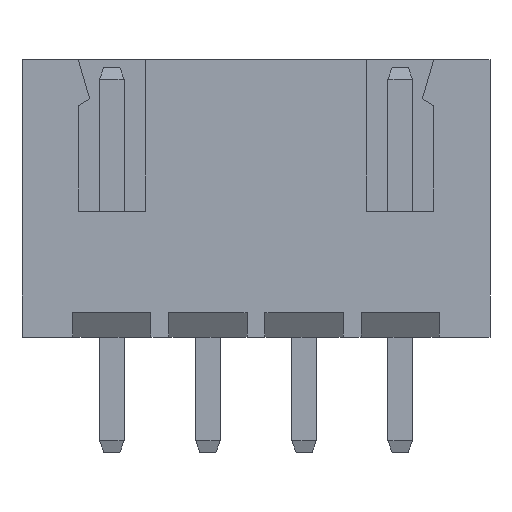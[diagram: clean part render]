
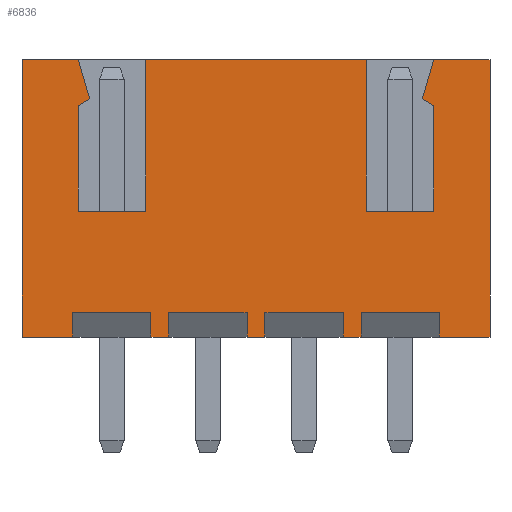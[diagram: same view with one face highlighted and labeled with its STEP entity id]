
A CAD part, front view. The second image highlights one B-rep face of the part: STEP entity #6836.
In plain terms, the highlighted planar face has unit normal (0, -1, 0).
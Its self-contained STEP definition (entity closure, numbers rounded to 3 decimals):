
#399=ORIENTED_EDGE('',*,*,#1813,.F.);
#400=ORIENTED_EDGE('',*,*,#1768,.T.);
#401=ORIENTED_EDGE('',*,*,#1814,.F.);
#402=ORIENTED_EDGE('',*,*,#1815,.F.);
#403=ORIENTED_EDGE('',*,*,#1816,.F.);
#404=ORIENTED_EDGE('',*,*,#1817,.F.);
#405=ORIENTED_EDGE('',*,*,#1818,.F.);
#406=ORIENTED_EDGE('',*,*,#1772,.T.);
#407=ORIENTED_EDGE('',*,*,#1819,.T.);
#408=ORIENTED_EDGE('',*,*,#1820,.F.);
#409=ORIENTED_EDGE('',*,*,#1821,.F.);
#410=ORIENTED_EDGE('',*,*,#1822,.T.);
#411=ORIENTED_EDGE('',*,*,#1823,.T.);
#412=ORIENTED_EDGE('',*,*,#1824,.F.);
#413=ORIENTED_EDGE('',*,*,#1825,.F.);
#414=ORIENTED_EDGE('',*,*,#1826,.T.);
#415=ORIENTED_EDGE('',*,*,#1827,.T.);
#416=ORIENTED_EDGE('',*,*,#1828,.F.);
#417=ORIENTED_EDGE('',*,*,#1829,.F.);
#418=ORIENTED_EDGE('',*,*,#1830,.T.);
#419=ORIENTED_EDGE('',*,*,#1831,.T.);
#420=ORIENTED_EDGE('',*,*,#1784,.F.);
#421=ORIENTED_EDGE('',*,*,#1832,.F.);
#422=ORIENTED_EDGE('',*,*,#1833,.T.);
#423=ORIENTED_EDGE('',*,*,#1834,.T.);
#424=ORIENTED_EDGE('',*,*,#1790,.F.);
#425=ORIENTED_EDGE('',*,*,#1835,.F.);
#426=ORIENTED_EDGE('',*,*,#1836,.T.);
#427=ORIENTED_EDGE('',*,*,#1837,.F.);
#428=ORIENTED_EDGE('',*,*,#1838,.F.);
#429=ORIENTED_EDGE('',*,*,#1839,.F.);
#430=ORIENTED_EDGE('',*,*,#1840,.F.);
#1768=EDGE_CURVE('',#2476,#2478,#2938,.T.);
#1772=EDGE_CURVE('',#2480,#2482,#2942,.T.);
#1784=EDGE_CURVE('',#2493,#2494,#2954,.T.);
#1790=EDGE_CURVE('',#2499,#2500,#2960,.T.);
#1813=EDGE_CURVE('',#2476,#2519,#2983,.T.);
#1814=EDGE_CURVE('',#2520,#2478,#2984,.T.);
#1815=EDGE_CURVE('',#2521,#2520,#2985,.T.);
#1816=EDGE_CURVE('',#2522,#2521,#2986,.T.);
#1817=EDGE_CURVE('',#2523,#2522,#2987,.T.);
#1818=EDGE_CURVE('',#2480,#2523,#2988,.T.);
#1819=EDGE_CURVE('',#2482,#2524,#2989,.T.);
#1820=EDGE_CURVE('',#2525,#2524,#2990,.T.);
#1821=EDGE_CURVE('',#2526,#2525,#2991,.T.);
#1822=EDGE_CURVE('',#2526,#2527,#2992,.T.);
#1823=EDGE_CURVE('',#2527,#2528,#2993,.T.);
#1824=EDGE_CURVE('',#2529,#2528,#2994,.T.);
#1825=EDGE_CURVE('',#2530,#2529,#2995,.T.);
#1826=EDGE_CURVE('',#2530,#2531,#2996,.T.);
#1827=EDGE_CURVE('',#2531,#2532,#2997,.T.);
#1828=EDGE_CURVE('',#2533,#2532,#2998,.T.);
#1829=EDGE_CURVE('',#2534,#2533,#2999,.T.);
#1830=EDGE_CURVE('',#2534,#2535,#3000,.T.);
#1831=EDGE_CURVE('',#2535,#2494,#3001,.T.);
#1832=EDGE_CURVE('',#2536,#2493,#3002,.T.);
#1833=EDGE_CURVE('',#2536,#2537,#3003,.T.);
#1834=EDGE_CURVE('',#2537,#2500,#3004,.T.);
#1835=EDGE_CURVE('',#2538,#2499,#3005,.T.);
#1836=EDGE_CURVE('',#2538,#2539,#3006,.T.);
#1837=EDGE_CURVE('',#2540,#2539,#3007,.T.);
#1838=EDGE_CURVE('',#2541,#2540,#3008,.T.);
#1839=EDGE_CURVE('',#2542,#2541,#3009,.T.);
#1840=EDGE_CURVE('',#2519,#2542,#3010,.T.);
#2476=VERTEX_POINT('',#8389);
#2478=VERTEX_POINT('',#8393);
#2480=VERTEX_POINT('',#8398);
#2482=VERTEX_POINT('',#8402);
#2493=VERTEX_POINT('',#8428);
#2494=VERTEX_POINT('',#8430);
#2499=VERTEX_POINT('',#8442);
#2500=VERTEX_POINT('',#8443);
#2519=VERTEX_POINT('',#8487);
#2520=VERTEX_POINT('',#8489);
#2521=VERTEX_POINT('',#8491);
#2522=VERTEX_POINT('',#8493);
#2523=VERTEX_POINT('',#8495);
#2524=VERTEX_POINT('',#8498);
#2525=VERTEX_POINT('',#8500);
#2526=VERTEX_POINT('',#8502);
#2527=VERTEX_POINT('',#8504);
#2528=VERTEX_POINT('',#8506);
#2529=VERTEX_POINT('',#8508);
#2530=VERTEX_POINT('',#8510);
#2531=VERTEX_POINT('',#8512);
#2532=VERTEX_POINT('',#8514);
#2533=VERTEX_POINT('',#8516);
#2534=VERTEX_POINT('',#8518);
#2535=VERTEX_POINT('',#8520);
#2536=VERTEX_POINT('',#8523);
#2537=VERTEX_POINT('',#8525);
#2538=VERTEX_POINT('',#8528);
#2539=VERTEX_POINT('',#8530);
#2540=VERTEX_POINT('',#8532);
#2541=VERTEX_POINT('',#8534);
#2542=VERTEX_POINT('',#8536);
#2938=LINE('',#8394,#3384);
#2942=LINE('',#8403,#3388);
#2954=LINE('',#8429,#3400);
#2960=LINE('',#8441,#3406);
#2983=LINE('',#8486,#3429);
#2984=LINE('',#8488,#3430);
#2985=LINE('',#8490,#3431);
#2986=LINE('',#8492,#3432);
#2987=LINE('',#8494,#3433);
#2988=LINE('',#8496,#3434);
#2989=LINE('',#8497,#3435);
#2990=LINE('',#8499,#3436);
#2991=LINE('',#8501,#3437);
#2992=LINE('',#8503,#3438);
#2993=LINE('',#8505,#3439);
#2994=LINE('',#8507,#3440);
#2995=LINE('',#8509,#3441);
#2996=LINE('',#8511,#3442);
#2997=LINE('',#8513,#3443);
#2998=LINE('',#8515,#3444);
#2999=LINE('',#8517,#3445);
#3000=LINE('',#8519,#3446);
#3001=LINE('',#8521,#3447);
#3002=LINE('',#8522,#3448);
#3003=LINE('',#8524,#3449);
#3004=LINE('',#8526,#3450);
#3005=LINE('',#8527,#3451);
#3006=LINE('',#8529,#3452);
#3007=LINE('',#8531,#3453);
#3008=LINE('',#8533,#3454);
#3009=LINE('',#8535,#3455);
#3010=LINE('',#8537,#3456);
#3384=VECTOR('',#7422,1000.);
#3388=VECTOR('',#7428,1000.);
#3400=VECTOR('',#7446,1000.);
#3406=VECTOR('',#7454,1000.);
#3429=VECTOR('',#7481,1000.);
#3430=VECTOR('',#7482,1000.);
#3431=VECTOR('',#7483,1000.);
#3432=VECTOR('',#7484,1000.);
#3433=VECTOR('',#7485,1000.);
#3434=VECTOR('',#7486,1000.);
#3435=VECTOR('',#7487,1000.);
#3436=VECTOR('',#7488,1000.);
#3437=VECTOR('',#7489,1000.);
#3438=VECTOR('',#7490,1000.);
#3439=VECTOR('',#7491,1000.);
#3440=VECTOR('',#7492,1000.);
#3441=VECTOR('',#7493,1000.);
#3442=VECTOR('',#7494,1000.);
#3443=VECTOR('',#7495,1000.);
#3444=VECTOR('',#7496,1000.);
#3445=VECTOR('',#7497,1000.);
#3446=VECTOR('',#7498,1000.);
#3447=VECTOR('',#7499,1000.);
#3448=VECTOR('',#7500,1000.);
#3449=VECTOR('',#7501,1000.);
#3450=VECTOR('',#7502,1000.);
#3451=VECTOR('',#7503,1000.);
#3452=VECTOR('',#7504,1000.);
#3453=VECTOR('',#7505,1000.);
#3454=VECTOR('',#7506,1000.);
#3455=VECTOR('',#7507,1000.);
#3456=VECTOR('',#7508,1000.);
#3834=EDGE_LOOP('',(#399,#400,#401,#402,#403,#404,#405,#406,#407,#408,#409,
#410,#411,#412,#413,#414,#415,#416,#417,#418,#419,#420,#421,#422,#423,#424,
#425,#426,#427,#428,#429,#430));
#4154=FACE_BOUND('',#3834,.T.);
#4474=PLANE('',#7161);
#6836=ADVANCED_FACE('',(#4154),#4474,.T.);
#7161=AXIS2_PLACEMENT_3D('',#8485,#7479,#7480);
#7422=DIRECTION('',(-1.,0.,0.));
#7428=DIRECTION('',(-1.,0.,0.));
#7446=DIRECTION('',(-1.,0.,0.));
#7454=DIRECTION('',(-1.,0.,0.));
#7479=DIRECTION('',(0.,-1.,0.));
#7480=DIRECTION('',(0.,0.,-1.));
#7481=DIRECTION('',(0.,0.,-1.));
#7482=DIRECTION('',(0.,0.,1.));
#7483=DIRECTION('',(1.,0.,0.));
#7484=DIRECTION('',(0.,0.,-1.));
#7485=DIRECTION('',(-0.856,0.,-0.517));
#7486=DIRECTION('',(0.281,0.,-0.96));
#7487=DIRECTION('',(0.,0.,-1.));
#7488=DIRECTION('',(-1.,0.,0.));
#7489=DIRECTION('',(0.,0.,-1.));
#7490=DIRECTION('',(1.,0.,0.));
#7491=DIRECTION('',(0.,0.,-1.));
#7492=DIRECTION('',(-1.,0.,0.));
#7493=DIRECTION('',(0.,0.,-1.));
#7494=DIRECTION('',(1.,0.,0.));
#7495=DIRECTION('',(0.,0.,-1.));
#7496=DIRECTION('',(-1.,0.,0.));
#7497=DIRECTION('',(0.,0.,-1.));
#7498=DIRECTION('',(1.,0.,0.));
#7499=DIRECTION('',(0.,0.,-1.));
#7500=DIRECTION('',(0.,0.,-1.));
#7501=DIRECTION('',(1.,0.,0.));
#7502=DIRECTION('',(0.,0.,-1.));
#7503=DIRECTION('',(0.,0.,-1.));
#7504=DIRECTION('',(-1.,0.,0.));
#7505=DIRECTION('',(0.281,0.,0.96));
#7506=DIRECTION('',(-0.856,0.,0.517));
#7507=DIRECTION('',(0.,0.,1.));
#7508=DIRECTION('',(1.,0.,0.));
#8389=CARTESIAN_POINT('',(2.874,-2.489,7.214));
#8393=CARTESIAN_POINT('',(-2.874,-2.489,7.214));
#8394=CARTESIAN_POINT('',(6.087,-2.489,7.214));
#8398=CARTESIAN_POINT('',(-4.626,-2.489,7.214));
#8402=CARTESIAN_POINT('',(-6.087,-2.489,7.214));
#8403=CARTESIAN_POINT('',(6.087,-2.489,7.214));
#8428=CARTESIAN_POINT('',(2.734,-2.489,0.));
#8429=CARTESIAN_POINT('',(6.087,-2.489,0.));
#8430=CARTESIAN_POINT('',(2.266,-2.489,0.));
#8441=CARTESIAN_POINT('',(6.087,-2.489,0.));
#8442=CARTESIAN_POINT('',(6.087,-2.489,0.));
#8443=CARTESIAN_POINT('',(4.766,-2.489,0.));
#8485=CARTESIAN_POINT('',(6.087,-2.489,0.711));
#8486=CARTESIAN_POINT('',(2.874,-2.489,7.214));
#8487=CARTESIAN_POINT('',(2.874,-2.489,3.277));
#8488=CARTESIAN_POINT('',(-2.874,-2.489,3.277));
#8489=CARTESIAN_POINT('',(-2.874,-2.489,3.277));
#8490=CARTESIAN_POINT('',(-4.626,-2.489,3.277));
#8491=CARTESIAN_POINT('',(-4.626,-2.489,3.277));
#8492=CARTESIAN_POINT('',(-4.626,-2.489,6.018));
#8493=CARTESIAN_POINT('',(-4.626,-2.489,6.018));
#8494=CARTESIAN_POINT('',(-4.328,-2.489,6.198));
#8495=CARTESIAN_POINT('',(-4.328,-2.489,6.198));
#8496=CARTESIAN_POINT('',(-4.626,-2.489,7.214));
#8497=CARTESIAN_POINT('',(-6.087,-2.489,0.711));
#8498=CARTESIAN_POINT('',(-6.087,-2.489,0.));
#8499=CARTESIAN_POINT('',(6.087,-2.489,0.));
#8500=CARTESIAN_POINT('',(-4.766,-2.489,0.));
#8501=CARTESIAN_POINT('',(-4.766,-2.489,0.635));
#8502=CARTESIAN_POINT('',(-4.766,-2.489,0.635));
#8503=CARTESIAN_POINT('',(-4.766,-2.489,0.635));
#8504=CARTESIAN_POINT('',(-2.734,-2.489,0.635));
#8505=CARTESIAN_POINT('',(-2.734,-2.489,0.635));
#8506=CARTESIAN_POINT('',(-2.734,-2.489,0.));
#8507=CARTESIAN_POINT('',(6.087,-2.489,0.));
#8508=CARTESIAN_POINT('',(-2.266,-2.489,0.));
#8509=CARTESIAN_POINT('',(-2.266,-2.489,0.635));
#8510=CARTESIAN_POINT('',(-2.266,-2.489,0.635));
#8511=CARTESIAN_POINT('',(-2.266,-2.489,0.635));
#8512=CARTESIAN_POINT('',(-0.234,-2.489,0.635));
#8513=CARTESIAN_POINT('',(-0.234,-2.489,0.635));
#8514=CARTESIAN_POINT('',(-0.234,-2.489,0.));
#8515=CARTESIAN_POINT('',(6.087,-2.489,0.));
#8516=CARTESIAN_POINT('',(0.234,-2.489,0.));
#8517=CARTESIAN_POINT('',(0.234,-2.489,0.635));
#8518=CARTESIAN_POINT('',(0.234,-2.489,0.635));
#8519=CARTESIAN_POINT('',(0.234,-2.489,0.635));
#8520=CARTESIAN_POINT('',(2.266,-2.489,0.635));
#8521=CARTESIAN_POINT('',(2.266,-2.489,0.635));
#8522=CARTESIAN_POINT('',(2.734,-2.489,0.635));
#8523=CARTESIAN_POINT('',(2.734,-2.489,0.635));
#8524=CARTESIAN_POINT('',(2.734,-2.489,0.635));
#8525=CARTESIAN_POINT('',(4.766,-2.489,0.635));
#8526=CARTESIAN_POINT('',(4.766,-2.489,0.635));
#8527=CARTESIAN_POINT('',(6.087,-2.489,0.711));
#8528=CARTESIAN_POINT('',(6.087,-2.489,7.214));
#8529=CARTESIAN_POINT('',(6.087,-2.489,7.214));
#8530=CARTESIAN_POINT('',(4.626,-2.489,7.214));
#8531=CARTESIAN_POINT('',(4.328,-2.489,6.198));
#8532=CARTESIAN_POINT('',(4.328,-2.489,6.198));
#8533=CARTESIAN_POINT('',(4.626,-2.489,6.018));
#8534=CARTESIAN_POINT('',(4.626,-2.489,6.018));
#8535=CARTESIAN_POINT('',(4.626,-2.489,3.277));
#8536=CARTESIAN_POINT('',(4.626,-2.489,3.277));
#8537=CARTESIAN_POINT('',(2.874,-2.489,3.277));
